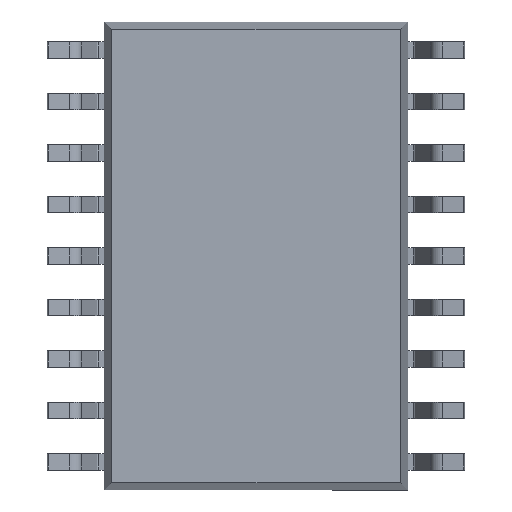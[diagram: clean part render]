
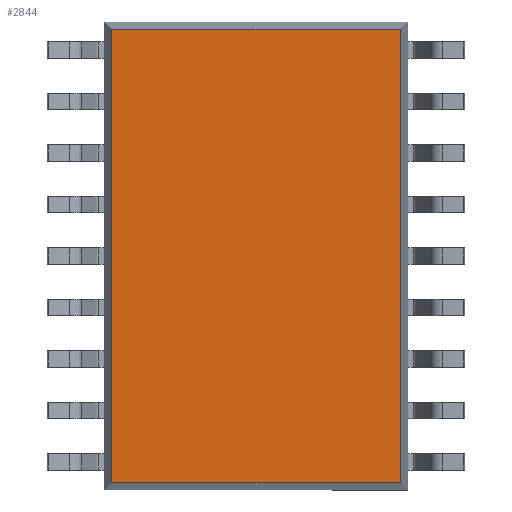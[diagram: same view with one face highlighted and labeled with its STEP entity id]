
A CAD part, front view. The second image highlights one B-rep face of the part: STEP entity #2844.
In plain terms, the highlighted planar face has unit normal (0, -1, 0).
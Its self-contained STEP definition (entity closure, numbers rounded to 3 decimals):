
#145 = CARTESIAN_POINT ( 'NONE',  ( -3.566, 0.3, 5.591 ) ) ;
#437 = DIRECTION ( 'NONE',  ( 0., -1., 0. ) ) ;
#706 = VERTEX_POINT ( 'NONE', #6555 ) ;
#858 = EDGE_CURVE ( 'NONE', #6744, #706, #2336, .T. ) ;
#1079 = DIRECTION ( 'NONE',  ( 0., 0., -1. ) ) ;
#1635 = EDGE_LOOP ( 'NONE', ( #3362, #3181, #7009, #3435 ) ) ;
#1707 = VERTEX_POINT ( 'NONE', #8141 ) ;
#1954 = LINE ( 'NONE', #7998, #2257 ) ;
#2257 = VECTOR ( 'NONE', #4807, 1000. ) ;
#2336 = LINE ( 'NONE', #7469, #8089 ) ;
#2708 = EDGE_CURVE ( 'NONE', #1707, #6744, #6264, .T. ) ;
#2844 = ADVANCED_FACE ( 'NONE', ( #3361 ), #7623, .T. ) ;
#3181 = ORIENTED_EDGE ( 'NONE', *, *, #858, .T. ) ;
#3361 = FACE_OUTER_BOUND ( 'NONE', #1635, .T. ) ;
#3362 = ORIENTED_EDGE ( 'NONE', *, *, #2708, .T. ) ;
#3435 = ORIENTED_EDGE ( 'NONE', *, *, #4017, .T. ) ;
#3827 = VERTEX_POINT ( 'NONE', #145 ) ;
#4017 = EDGE_CURVE ( 'NONE', #3827, #1707, #1954, .T. ) ;
#4348 = CARTESIAN_POINT ( 'NONE',  ( -3.75, 0.3, -5.591 ) ) ;
#4807 = DIRECTION ( 'NONE',  ( 0., 0., -1. ) ) ;
#4875 = DIRECTION ( 'NONE',  ( 0., 0., 1. ) ) ;
#5002 = AXIS2_PLACEMENT_3D ( 'NONE', #5143, #437, #1079 ) ;
#5108 = VECTOR ( 'NONE', #5344, 1000. ) ;
#5143 = CARTESIAN_POINT ( 'NONE',  ( 0., 0.3, 0. ) ) ;
#5210 = LINE ( 'NONE', #7913, #5108 ) ;
#5344 = DIRECTION ( 'NONE',  ( -1., 0., 0. ) ) ;
#5797 = EDGE_CURVE ( 'NONE', #706, #3827, #5210, .T. ) ;
#6045 = VECTOR ( 'NONE', #8222, 1000. ) ;
#6264 = LINE ( 'NONE', #4348, #6045 ) ;
#6555 = CARTESIAN_POINT ( 'NONE',  ( 3.566, 0.3, 5.591 ) ) ;
#6744 = VERTEX_POINT ( 'NONE', #8231 ) ;
#7009 = ORIENTED_EDGE ( 'NONE', *, *, #5797, .T. ) ;
#7469 = CARTESIAN_POINT ( 'NONE',  ( 3.566, 0.3, -5.775 ) ) ;
#7623 = PLANE ( 'NONE',  #5002 ) ;
#7913 = CARTESIAN_POINT ( 'NONE',  ( 3.75, 0.3, 5.591 ) ) ;
#7998 = CARTESIAN_POINT ( 'NONE',  ( -3.566, 0.3, 5.775 ) ) ;
#8089 = VECTOR ( 'NONE', #4875, 1000. ) ;
#8141 = CARTESIAN_POINT ( 'NONE',  ( -3.566, 0.3, -5.591 ) ) ;
#8222 = DIRECTION ( 'NONE',  ( 1., 0., 0. ) ) ;
#8231 = CARTESIAN_POINT ( 'NONE',  ( 3.566, 0.3, -5.591 ) ) ;
